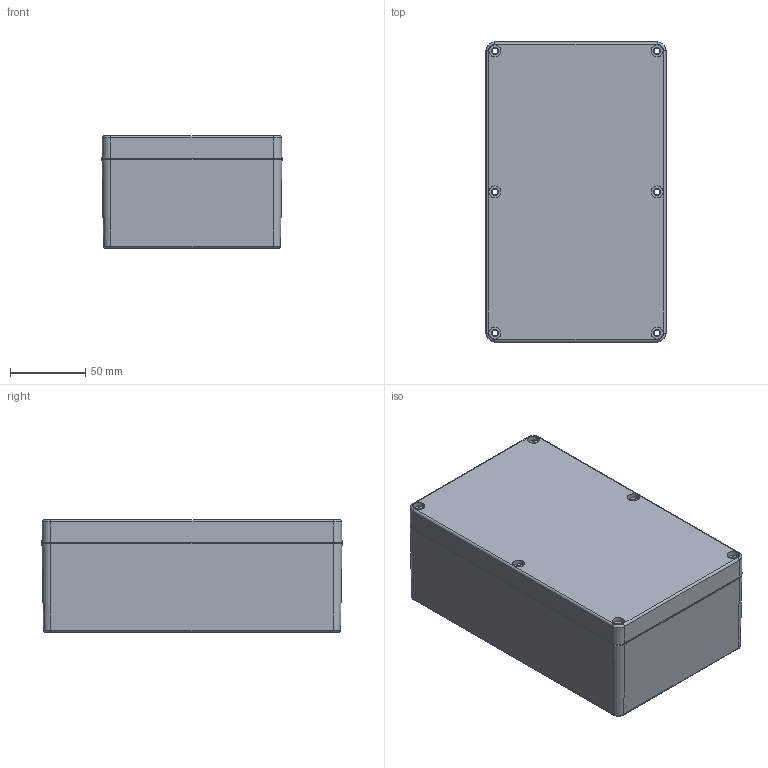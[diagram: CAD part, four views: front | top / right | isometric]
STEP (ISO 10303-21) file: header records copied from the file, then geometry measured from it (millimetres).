
FILE_DESCRIPTION (( 'STEP AP214' ), '1' );
FILE_NAME ('P2691-IP67;A3735-IP67.STEP', '2020-02-15T06:59:20', ( '' ), ( '' ), 'SwSTEP 2.0', 'SolidWorks 2014', '' );
FILE_SCHEMA (( 'AUTOMOTIVE_DESIGN' ));
Length unit declared in the file: millimetre
Products named in the file (4): G269-IP67 G373-IP67-GASKET; G269-IP67 G373-IP67-COVER; G269-IP67 G373-IP67-BASE; P2691-IP67;A3735-IP67
Assembly tree (3 placements, depth 2):
  P2691-IP67;A3735-IP67
    G269-IP67 G373-IP67-BASE
    G269-IP67 G373-IP67-COVER
    G269-IP67 G373-IP67-GASKET
Bounding box: 120 x 200 x 75 mm (x, y, z)
Volume: 304663.1 mm3; surface area: 212668.4 mm2
Topology: 3 solids, 3 shells, 1243 faces, 3251 edges, 2114 vertices
Faces by surface type: plane 497, cylinder 440, bspline 136, cone 94, torus 76
Entity records: 46909 total; most frequent: CARTESIAN_POINT 16014, ORIENTED_EDGE 6502, DIRECTION 6343, EDGE_CURVE 3251, AXIS2_PLACEMENT_3D 2283, VERTEX_POINT 2114, VECTOR 1777, LINE 1777
